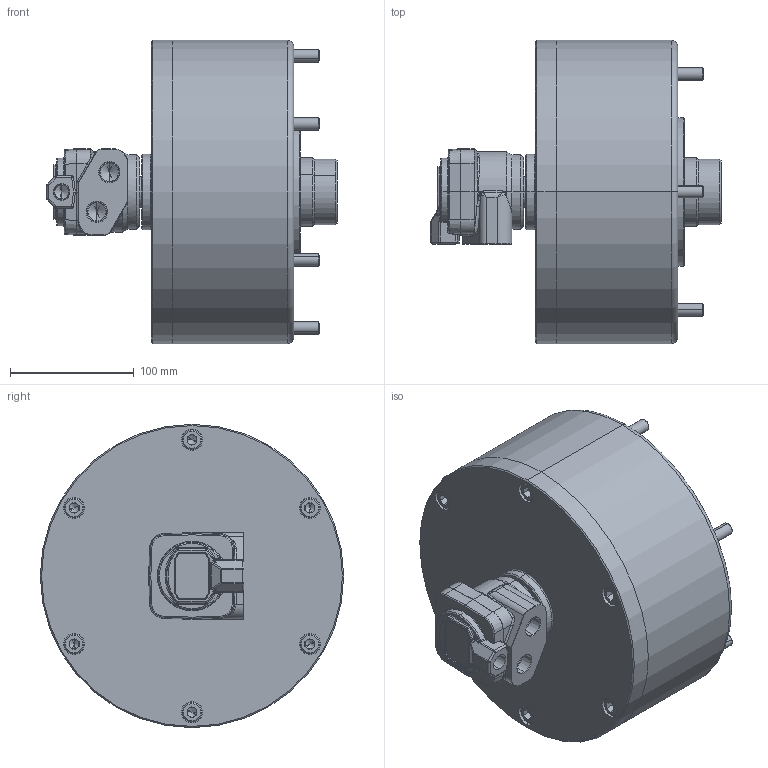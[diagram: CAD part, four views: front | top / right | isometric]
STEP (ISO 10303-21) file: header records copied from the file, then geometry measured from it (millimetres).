
FILE_DESCRIPTION (( 'STEP AP203' ), '1' );
FILE_NAME ('CF-RK-200.STEP', '2019-03-25T07:48:51', ( '' ), ( '' ), 'SwSTEP 2.0', 'SolidWorks 2016', '' );
FILE_SCHEMA (( 'CONFIG_CONTROL_DESIGN' ));
Length unit declared in the file: millimetre
Products named in the file (7): 圓頭內六角螺栓_M10x125; RK-200閥軸; RK-200活塞; CF-RK-200; RK-100閥蓋; RK-100閥體; RK-200缸體
Assembly tree (11 placements, depth 2):
  CF-RK-200
    RK-200閥軸
    RK-200活塞
    RK-200缸體
    RK-100閥體
    RK-100閥蓋
    圓頭內六角螺栓_M10x125  x6
Bounding box: 234.5 x 245 x 245 mm (x, y, z)
Volume: 5662995.7 mm3; surface area: 524964.2 mm2
Topology: 11 solids, 11 shells, 624 faces, 1430 edges, 828 vertices
Faces by surface type: cylinder 220, plane 181, cone 113, bspline 74, torus 27, sphere 9
Entity records: 17016 total; most frequent: CARTESIAN_POINT 5408, DIRECTION 2279, ORIENTED_EDGE 2200, EDGE_CURVE 1100, AXIS2_PLACEMENT_3D 923, VERTEX_POINT 663, EDGE_LOOP 577, FACE_OUTER_BOUND 499
